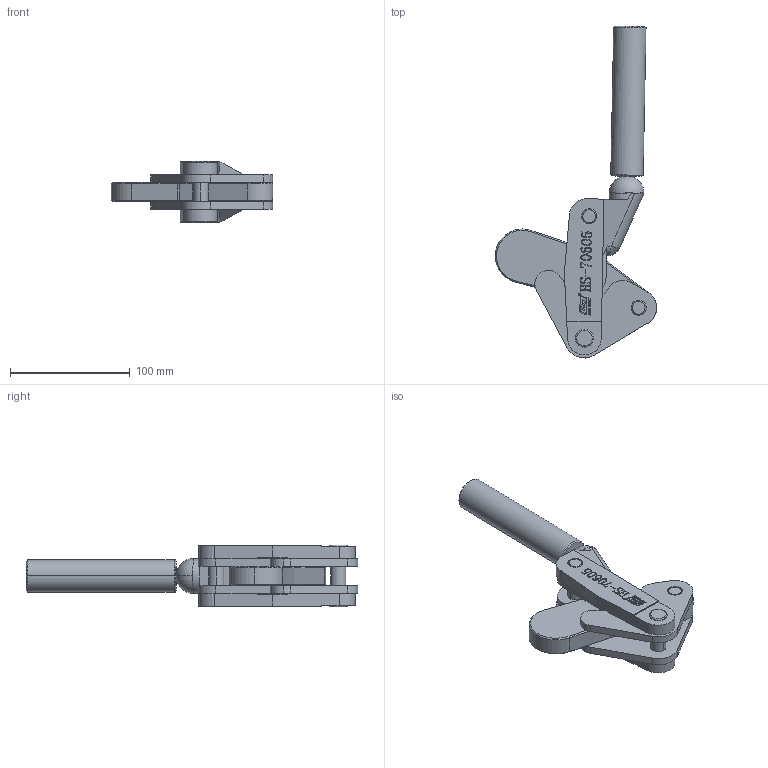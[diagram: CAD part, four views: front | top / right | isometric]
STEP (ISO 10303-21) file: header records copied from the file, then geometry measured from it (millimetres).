
FILE_DESCRIPTION (( 'STEP AP203' ), '1' );
FILE_NAME ('HS-70605 装配体.STEP', '2018-12-07T08:11:48', ( 'PCOS' ), ( '微软中国' ), 'SwSTEP 2.0', 'SolidWorks 2012', '' );
FILE_SCHEMA (( 'CONFIG_CONTROL_DESIGN' ));
Length unit declared in the file: millimetre
Products named in the file (8): HS-70605 蚾饜极; 揤參; 种3; 种2; 种1; 忒梟; 蟀裝; 菁釱
Assembly tree (9 placements, depth 2):
  HS-70605 蚾饜极
    菁釱
    蟀裝  x2
    忒梟
    种1  x2
    种2
    种3
    揤參
Bounding box: 134.46 x 276.73 x 51.6 mm (x, y, z)
Volume: 355625.4 mm3; surface area: 95809.5 mm2
Topology: 10 solids, 10 shells, 523 faces, 1375 edges, 901 vertices
Faces by surface type: plane 247, bspline 141, cylinder 103, cone 26, torus 4, sphere 2
Entity records: 22522 total; most frequent: CARTESIAN_POINT 9890, ORIENTED_EDGE 2660, DIRECTION 2020, EDGE_CURVE 1330, VERTEX_POINT 873, LINE 798, VECTOR 798, AXIS2_PLACEMENT_3D 611
